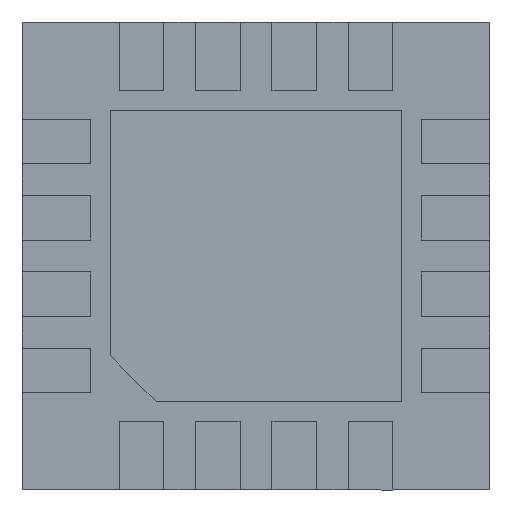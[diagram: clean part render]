
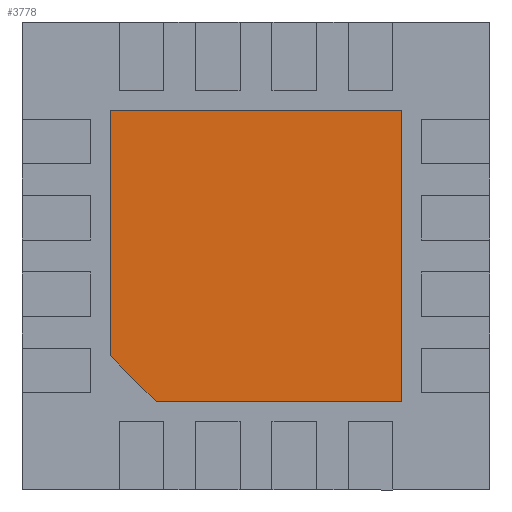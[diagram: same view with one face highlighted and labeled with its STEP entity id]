
A CAD part, front view. The second image highlights one B-rep face of the part: STEP entity #3778.
In plain terms, the highlighted planar face has unit normal (0, -1, 0).
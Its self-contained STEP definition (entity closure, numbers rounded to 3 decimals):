
#80 = VECTOR ( 'NONE', #4347, 1000. ) ;
#234 = CARTESIAN_POINT ( 'NONE',  ( -1.275, 0.05, -0.875 ) ) ;
#644 = CARTESIAN_POINT ( 'NONE',  ( 1.275, 0.05, -1.275 ) ) ;
#680 = DIRECTION ( 'NONE',  ( 0., -1., 0. ) ) ;
#957 = VERTEX_POINT ( 'NONE', #644 ) ;
#1114 = CARTESIAN_POINT ( 'NONE',  ( -1.275, 0.05, -0.875 ) ) ;
#1125 = EDGE_LOOP ( 'NONE', ( #2897, #4149, #8826, #3955, #3858 ) ) ;
#1627 = EDGE_CURVE ( 'NONE', #1660, #9639, #9151, .T. ) ;
#1660 = VERTEX_POINT ( 'NONE', #1114 ) ;
#2267 = AXIS2_PLACEMENT_3D ( 'NONE', #3905, #680, #7157 ) ;
#2897 = ORIENTED_EDGE ( 'NONE', *, *, #7302, .T. ) ;
#2996 = LINE ( 'NONE', #8607, #6158 ) ;
#3144 = VECTOR ( 'NONE', #8279, 1000. ) ;
#3372 = EDGE_CURVE ( 'NONE', #3761, #1660, #5295, .T. ) ;
#3761 = VERTEX_POINT ( 'NONE', #5604 ) ;
#3778 = ADVANCED_FACE ( 'NONE', ( #7184 ), #8764, .T. ) ;
#3782 = DIRECTION ( 'NONE',  ( 0., 0., 1. ) ) ;
#3858 = ORIENTED_EDGE ( 'NONE', *, *, #5054, .T. ) ;
#3905 = CARTESIAN_POINT ( 'NONE',  ( 0., 0.05, 0. ) ) ;
#3955 = ORIENTED_EDGE ( 'NONE', *, *, #1627, .T. ) ;
#4149 = ORIENTED_EDGE ( 'NONE', *, *, #4484, .T. ) ;
#4347 = DIRECTION ( 'NONE',  ( -1., 0., 0. ) ) ;
#4484 = EDGE_CURVE ( 'NONE', #8088, #3761, #8201, .T. ) ;
#4964 = CARTESIAN_POINT ( 'NONE',  ( -0.875, 0.05, -1.275 ) ) ;
#5054 = EDGE_CURVE ( 'NONE', #9639, #957, #5645, .T. ) ;
#5295 = LINE ( 'NONE', #9106, #3144 ) ;
#5604 = CARTESIAN_POINT ( 'NONE',  ( -1.275, 0.05, 1.275 ) ) ;
#5645 = LINE ( 'NONE', #8593, #5763 ) ;
#5763 = VECTOR ( 'NONE', #6095, 1000. ) ;
#5975 = DIRECTION ( 'NONE',  ( 0.707, 0., -0.707 ) ) ;
#6095 = DIRECTION ( 'NONE',  ( 1., 0., 0. ) ) ;
#6158 = VECTOR ( 'NONE', #3782, 1000. ) ;
#7157 = DIRECTION ( 'NONE',  ( 0., 0., -1. ) ) ;
#7184 = FACE_OUTER_BOUND ( 'NONE', #1125, .T. ) ;
#7302 = EDGE_CURVE ( 'NONE', #957, #8088, #2996, .T. ) ;
#7564 = CARTESIAN_POINT ( 'NONE',  ( -1.275, 0.05, 1.275 ) ) ;
#8086 = CARTESIAN_POINT ( 'NONE',  ( 1.275, 0.05, 1.275 ) ) ;
#8088 = VERTEX_POINT ( 'NONE', #8086 ) ;
#8201 = LINE ( 'NONE', #7564, #80 ) ;
#8279 = DIRECTION ( 'NONE',  ( 0., 0., -1. ) ) ;
#8593 = CARTESIAN_POINT ( 'NONE',  ( -0.875, 0.05, -1.275 ) ) ;
#8607 = CARTESIAN_POINT ( 'NONE',  ( 1.275, 0.05, 1.275 ) ) ;
#8764 = PLANE ( 'NONE',  #2267 ) ;
#8826 = ORIENTED_EDGE ( 'NONE', *, *, #3372, .T. ) ;
#9024 = VECTOR ( 'NONE', #5975, 1000. ) ;
#9106 = CARTESIAN_POINT ( 'NONE',  ( -1.275, 0.05, 1.275 ) ) ;
#9151 = LINE ( 'NONE', #234, #9024 ) ;
#9639 = VERTEX_POINT ( 'NONE', #4964 ) ;
